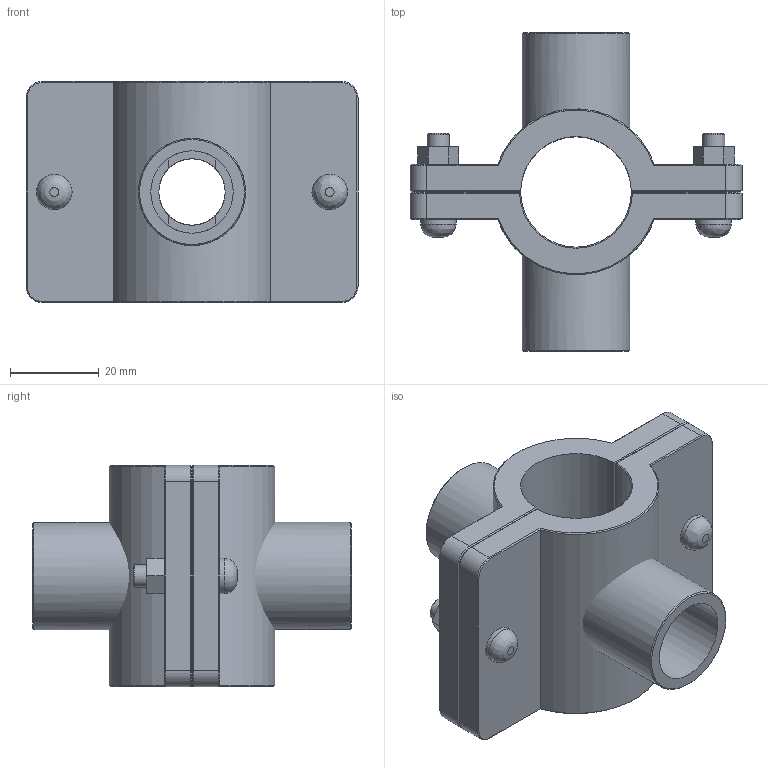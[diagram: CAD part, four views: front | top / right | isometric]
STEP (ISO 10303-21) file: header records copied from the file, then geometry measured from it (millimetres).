
FILE_DESCRIPTION(/* description */ ('PLASSON DOUBLE SADDLE 25-1/2"'),/* implementation_level */ '2;1');
FILE_NAME(/* name */ '161760025005_161860025005.ipt.stp',/* time_stamp */ '2017-06-18T09:26:13+03:00',/* author */ ('KIM'),/* organization */ (''),/* preprocessor_version */ 'ST-DEVELOPER v15.6',/* originating_system */ 'Autodesk Inventor 2015',/* authorisation */ '');
FILE_SCHEMA (('AUTOMOTIVE_DESIGN { 1 0 10303 214 3 1 1 }'));
Length unit declared in the file: millimetre
Products named in the file (1): 161760025005_161860025005
Bounding box: 75 x 72 x 50 mm (x, y, z)
Volume: 63251 mm3; surface area: 28562.6 mm2
Topology: 3 solids, 3 shells, 131 faces, 306 edges, 191 vertices
Faces by surface type: plane 70, cylinder 32, cone 27, bspline 2
Full cylindrical faces by diameter (mm): 5 x2, 8 x4, 15 x4, 18.631 x2, 24.22 x2
Entity records: 3948 total; most frequent: CARTESIAN_POINT 1041, DIRECTION 594, ORIENTED_EDGE 566, EDGE_CURVE 283, AXIS2_PLACEMENT_3D 217, VERTEX_POINT 186, EDGE_LOOP 169, LINE 160
